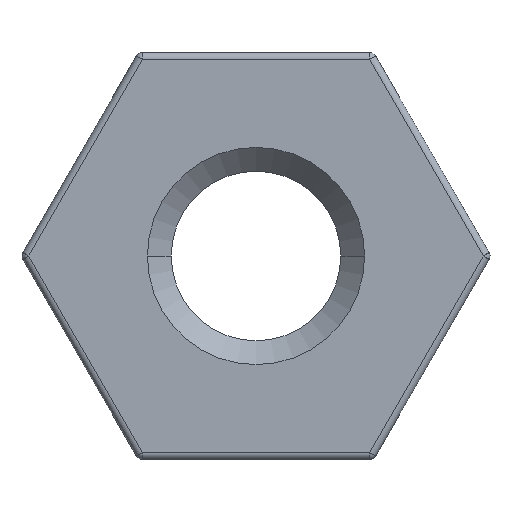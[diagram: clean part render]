
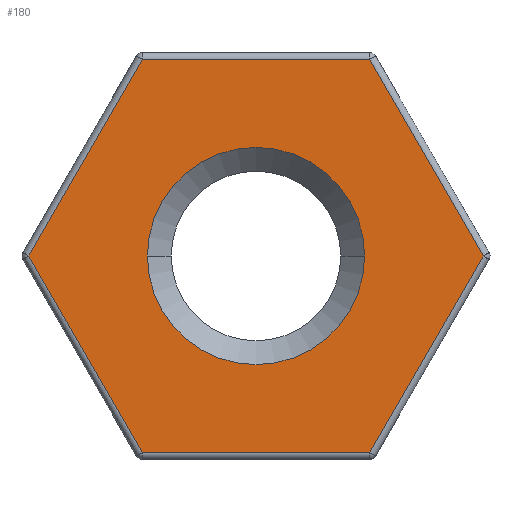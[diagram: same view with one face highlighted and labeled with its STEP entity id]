
A CAD part, left-side view. The second image highlights one B-rep face of the part: STEP entity #180.
In plain terms, the highlighted planar face has unit normal (-1, 0, 0).
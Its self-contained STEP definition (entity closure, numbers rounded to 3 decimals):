
#82 = AXIS2_PLACEMENT_3D ( 'NONE', #876, #875, #874 ) ;
#102 = AXIS2_PLACEMENT_3D ( 'NONE', #990, #988, #987 ) ;
#132 = ORIENTED_EDGE ( 'NONE', *, *, #317, .T. ) ;
#134 = ORIENTED_EDGE ( 'NONE', *, *, #251, .T. ) ;
#140 = ORIENTED_EDGE ( 'NONE', *, *, #387, .T. ) ;
#151 = VERTEX_POINT ( 'NONE', #1106 ) ;
#155 = ORIENTED_EDGE ( 'NONE', *, *, #378, .T. ) ;
#156 = ORIENTED_EDGE ( 'NONE', *, *, #319, .T. ) ;
#163 = ORIENTED_EDGE ( 'NONE', *, *, #406, .T. ) ;
#164 = ORIENTED_EDGE ( 'NONE', *, *, #342, .T. ) ;
#170 = AXIS2_PLACEMENT_3D ( 'NONE', #934, #870, #1057 ) ;
#180 = ADVANCED_FACE ( 'NONE', ( #1200, #1183 ), #1048, .F. ) ;
#185 = ORIENTED_EDGE ( 'NONE', *, *, #392, .T. ) ;
#197 = VERTEX_POINT ( 'NONE', #768 ) ;
#237 = CARTESIAN_POINT ( 'NONE',  ( 0., 0., 2.9 ) ) ;
#251 = EDGE_CURVE ( 'NONE', #151, #197, #285, .T. ) ;
#252 = CIRCLE ( 'NONE', #102, 1.6 ) ;
#280 = DIRECTION ( 'NONE',  ( 0., 1., 0. ) ) ;
#285 = LINE ( 'NONE', #237, #1028 ) ;
#315 = CARTESIAN_POINT ( 'NONE',  ( 0., 3.349, 0. ) ) ;
#317 = EDGE_CURVE ( 'NONE', #603, #151, #402, .T. ) ;
#319 = EDGE_CURVE ( 'NONE', #554, #377, #762, .T. ) ;
#320 = VECTOR ( 'NONE', #1165, 1000. ) ;
#342 = EDGE_CURVE ( 'NONE', #591, #580, #252, .T. ) ;
#362 = VECTOR ( 'NONE', #869, 1000. ) ;
#377 = VERTEX_POINT ( 'NONE', #915 ) ;
#378 = EDGE_CURVE ( 'NONE', #663, #554, #824, .T. ) ;
#387 = EDGE_CURVE ( 'NONE', #197, #663, #958, .T. ) ;
#392 = EDGE_CURVE ( 'NONE', #580, #591, #479, .T. ) ;
#402 = LINE ( 'NONE', #1168, #1085 ) ;
#406 = EDGE_CURVE ( 'NONE', #377, #603, #774, .T. ) ;
#450 = CARTESIAN_POINT ( 'NONE',  ( 0., 1.674, -2.9 ) ) ;
#479 = CIRCLE ( 'NONE', #82, 1.6 ) ;
#528 = VECTOR ( 'NONE', #903, 1000. ) ;
#554 = VERTEX_POINT ( 'NONE', #450 ) ;
#580 = VERTEX_POINT ( 'NONE', #782 ) ;
#591 = VERTEX_POINT ( 'NONE', #791 ) ;
#603 = VERTEX_POINT ( 'NONE', #794 ) ;
#635 = EDGE_LOOP ( 'NONE', ( #132, #134, #140, #155, #156, #163 ) ) ;
#663 = VERTEX_POINT ( 'NONE', #315 ) ;
#678 = EDGE_LOOP ( 'NONE', ( #164, #185 ) ) ;
#762 = LINE ( 'NONE', #1185, #320 ) ;
#768 = CARTESIAN_POINT ( 'NONE',  ( 0., 1.674, 2.9 ) ) ;
#774 = LINE ( 'NONE', #842, #362 ) ;
#782 = CARTESIAN_POINT ( 'NONE',  ( 0., -1.6, 0. ) ) ;
#791 = CARTESIAN_POINT ( 'NONE',  ( 0., 1.6, 0. ) ) ;
#794 = CARTESIAN_POINT ( 'NONE',  ( 0., -3.349, 0. ) ) ;
#824 = LINE ( 'NONE', #938, #528 ) ;
#842 = CARTESIAN_POINT ( 'NONE',  ( 0., -2.511, -1.45 ) ) ;
#869 = DIRECTION ( 'NONE',  ( 0., -0.5, 0.866 ) ) ;
#870 = DIRECTION ( 'NONE',  ( 1., 0., 0. ) ) ;
#874 = DIRECTION ( 'NONE',  ( 0., 1., 0. ) ) ;
#875 = DIRECTION ( 'NONE',  ( 1., 0., 0. ) ) ;
#876 = CARTESIAN_POINT ( 'NONE',  ( 0., 0., 0. ) ) ;
#887 = DIRECTION ( 'NONE',  ( 0., 0.5, -0.866 ) ) ;
#889 = CARTESIAN_POINT ( 'NONE',  ( 0., 2.511, 1.45 ) ) ;
#903 = DIRECTION ( 'NONE',  ( 0., -0.5, -0.866 ) ) ;
#915 = CARTESIAN_POINT ( 'NONE',  ( 0., -1.674, -2.9 ) ) ;
#934 = CARTESIAN_POINT ( 'NONE',  ( 0., 0., 0. ) ) ;
#938 = CARTESIAN_POINT ( 'NONE',  ( 0., 2.511, -1.45 ) ) ;
#958 = LINE ( 'NONE', #889, #1252 ) ;
#987 = DIRECTION ( 'NONE',  ( 0., 1., 0. ) ) ;
#988 = DIRECTION ( 'NONE',  ( 1., 0., 0. ) ) ;
#990 = CARTESIAN_POINT ( 'NONE',  ( 0., 0., 0. ) ) ;
#1028 = VECTOR ( 'NONE', #280, 1000. ) ;
#1048 = PLANE ( 'NONE',  #170 ) ;
#1057 = DIRECTION ( 'NONE',  ( 0., 1., 0. ) ) ;
#1085 = VECTOR ( 'NONE', #1180, 1000. ) ;
#1106 = CARTESIAN_POINT ( 'NONE',  ( 0., -1.674, 2.9 ) ) ;
#1165 = DIRECTION ( 'NONE',  ( 0., -1., 0. ) ) ;
#1168 = CARTESIAN_POINT ( 'NONE',  ( 0., -2.511, 1.45 ) ) ;
#1180 = DIRECTION ( 'NONE',  ( 0., 0.5, 0.866 ) ) ;
#1183 = FACE_BOUND ( 'NONE', #678, .T. ) ;
#1185 = CARTESIAN_POINT ( 'NONE',  ( 0., 0., -2.9 ) ) ;
#1200 = FACE_OUTER_BOUND ( 'NONE', #635, .T. ) ;
#1252 = VECTOR ( 'NONE', #887, 1000. ) ;
